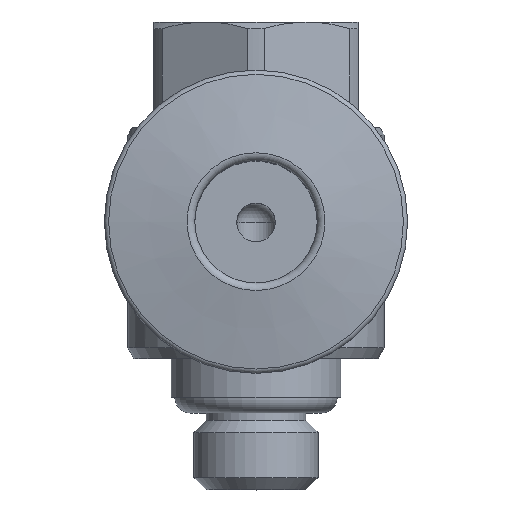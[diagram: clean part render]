
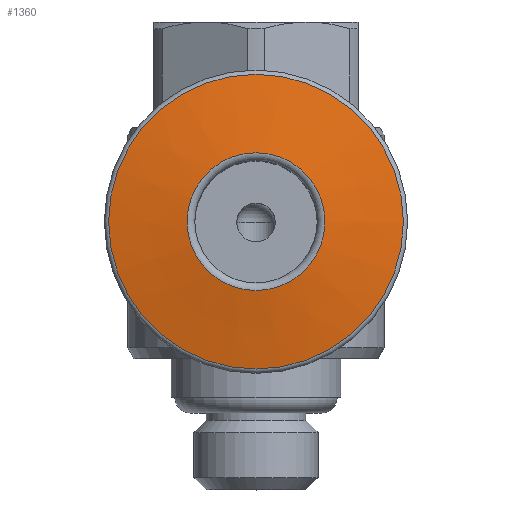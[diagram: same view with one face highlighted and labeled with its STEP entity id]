
A CAD part, top view. The second image highlights one B-rep face of the part: STEP entity #1360.
In plain terms, the highlighted conical face has half-angle 80 degrees and reference radius 2.681 mm.
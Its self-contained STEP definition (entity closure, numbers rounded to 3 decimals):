
#63=CIRCLE('',#1450,5.735);
#64=CIRCLE('',#1451,2.681);
#113=CONICAL_SURFACE('',#1449,2.681,1.396);
#217=ORIENTED_EDGE('',*,*,#448,.F.);
#218=ORIENTED_EDGE('',*,*,#449,.T.);
#448=EDGE_CURVE('',#557,#557,#63,.T.);
#449=EDGE_CURVE('',#558,#558,#64,.T.);
#557=VERTEX_POINT('',#2032);
#558=VERTEX_POINT('',#2034);
#689=EDGE_LOOP('',(#217));
#690=EDGE_LOOP('',(#218));
#783=FACE_BOUND('',#689,.T.);
#784=FACE_BOUND('',#690,.T.);
#1360=ADVANCED_FACE('',(#783,#784),#113,.T.);
#1449=AXIS2_PLACEMENT_3D('',#2030,#1637,#1638);
#1450=AXIS2_PLACEMENT_3D('',#2031,#1639,#1640);
#1451=AXIS2_PLACEMENT_3D('',#2033,#1641,#1642);
#1637=DIRECTION('',(0.,0.,-1.));
#1638=DIRECTION('',(-1.,0.,0.));
#1639=DIRECTION('',(0.,0.,-1.));
#1640=DIRECTION('',(-1.,0.,0.));
#1641=DIRECTION('',(0.,0.,-1.));
#1642=DIRECTION('',(-1.,0.,0.));
#2030=CARTESIAN_POINT('',(0.,-7.8,21.7));
#2031=CARTESIAN_POINT('',(0.,-7.8,21.162));
#2032=CARTESIAN_POINT('',(-5.735,-7.8,21.162));
#2033=CARTESIAN_POINT('',(0.,-7.8,21.7));
#2034=CARTESIAN_POINT('',(-2.681,-7.8,21.7));
